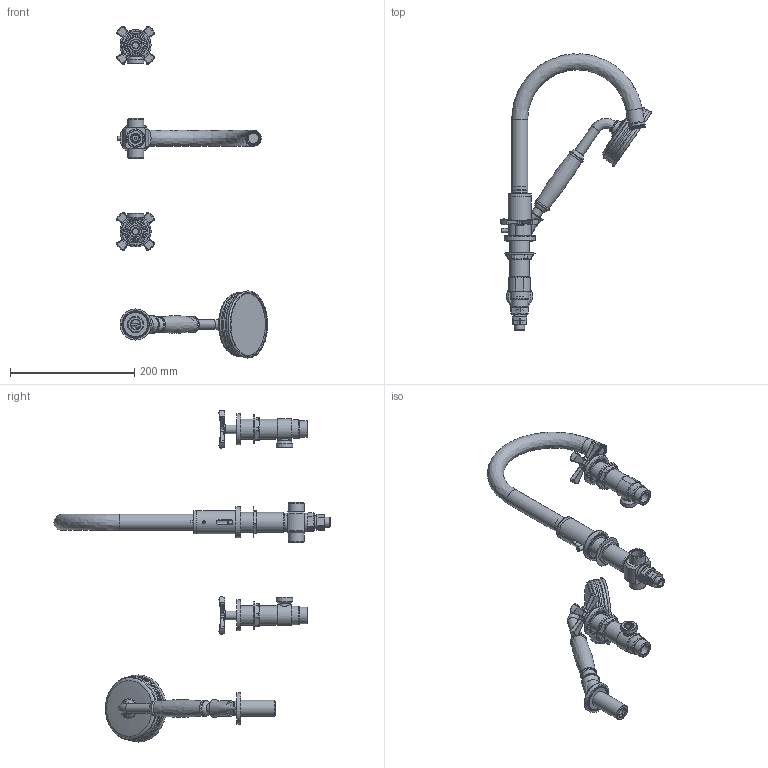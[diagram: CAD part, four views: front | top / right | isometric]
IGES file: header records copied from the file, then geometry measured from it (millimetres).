
Global section: file name: AGM83.A001 - RIV32 - 4 Hole Bath Mixer; native system: Autodesk Inventor 2016; preprocessor: unknown; author: J.Rodrigues; date: 20210316.143515; units: millimetre
Bounding box: 243.64 x 445.13 x 534.9 mm (x, y, z)
Volume: 722620.5 mm3; surface area: 338805 mm2
Topology: 64 solids, 64 shells, 2063 faces, 5336 edges, 3513 vertices
Faces by surface type: plane 875, revolution 482, bspline 308, cylinder 224, cone 174
Full cylindrical faces by diameter (mm): 4 x2, 4.2 x1, 4.911 x1, 5 x1, 6 x2, 7 x3, 8.8 x2, 10 x3, 10.3 x4, 11.8 x8, 13 x3, 13.8 x1, 14 x8, 14.3 x1, 14.5 x2, 14.6 x2, 16 x4, 16.3 x1, 17.2 x1, 17.6 x3, 18.45 x2, 18.7 x2, 19 x2, 19.159 x1, 19.8 x3, 20 x1, 20.95 x1, 21 x3, 21.2 x2, 21.5 x5
